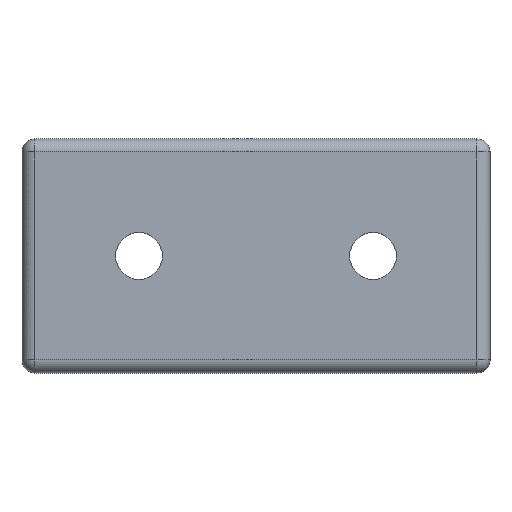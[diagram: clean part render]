
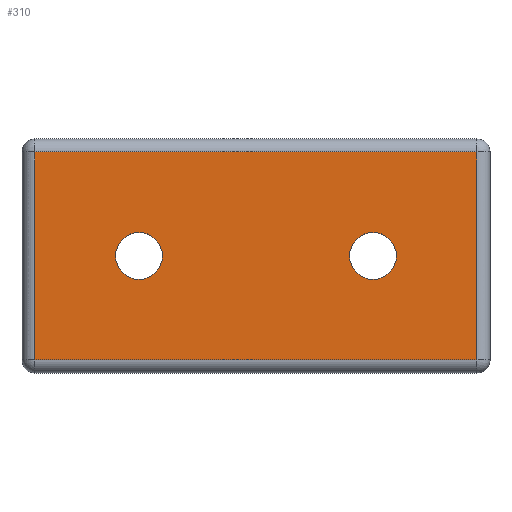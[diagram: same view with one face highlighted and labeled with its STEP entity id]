
A CAD part, top view. The second image highlights one B-rep face of the part: STEP entity #310.
In plain terms, the highlighted planar face has unit normal (0, 0, 1).
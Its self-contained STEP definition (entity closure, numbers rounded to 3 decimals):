
#16=FACE_BOUND('',#63,.T.);
#17=FACE_BOUND('',#64,.T.);
#22=PLANE('',#346);
#42=FACE_OUTER_BOUND('',#62,.T.);
#62=EDGE_LOOP('',(#248,#249,#250,#251));
#63=EDGE_LOOP('',(#252));
#64=EDGE_LOOP('',(#253));
#75=LINE('',#473,#97);
#77=LINE('',#481,#99);
#79=LINE('',#489,#101);
#81=LINE('',#498,#103);
#97=VECTOR('',#369,1.);
#99=VECTOR('',#377,1.);
#101=VECTOR('',#385,1.);
#103=VECTOR('',#397,1.);
#132=CIRCLE('',#347,4.5);
#133=CIRCLE('',#348,4.5);
#138=VERTEX_POINT('',#466);
#141=VERTEX_POINT('',#471);
#144=VERTEX_POINT('',#479);
#147=VERTEX_POINT('',#487);
#155=VERTEX_POINT('',#524);
#156=VERTEX_POINT('',#526);
#165=EDGE_CURVE('',#141,#138,#75,.T.);
#169=EDGE_CURVE('',#144,#141,#77,.T.);
#173=EDGE_CURVE('',#147,#144,#79,.T.);
#178=EDGE_CURVE('',#138,#147,#81,.T.);
#191=EDGE_CURVE('',#155,#155,#132,.T.);
#192=EDGE_CURVE('',#156,#156,#133,.T.);
#248=ORIENTED_EDGE('',*,*,#165,.F.);
#249=ORIENTED_EDGE('',*,*,#169,.F.);
#250=ORIENTED_EDGE('',*,*,#173,.F.);
#251=ORIENTED_EDGE('',*,*,#178,.F.);
#252=ORIENTED_EDGE('',*,*,#191,.T.);
#253=ORIENTED_EDGE('',*,*,#192,.T.);
#310=ADVANCED_FACE('',(#42,#16,#17),#22,.T.);
#346=AXIS2_PLACEMENT_3D('',#523,#429,#430);
#347=AXIS2_PLACEMENT_3D('',#525,#431,#432);
#348=AXIS2_PLACEMENT_3D('',#527,#433,#434);
#369=DIRECTION('',(0.,-1.,0.));
#377=DIRECTION('',(1.,0.,0.));
#385=DIRECTION('',(0.,1.,0.));
#397=DIRECTION('',(-1.,0.,0.));
#429=DIRECTION('center_axis',(0.,0.,1.));
#430=DIRECTION('ref_axis',(1.,0.,0.));
#431=DIRECTION('center_axis',(0.,0.,-1.));
#432=DIRECTION('ref_axis',(-1.,0.,0.));
#433=DIRECTION('center_axis',(0.,0.,-1.));
#434=DIRECTION('ref_axis',(-1.,0.,0.));
#466=CARTESIAN_POINT('',(20.,-20.,6.));
#471=CARTESIAN_POINT('',(20.,20.,6.));
#473=CARTESIAN_POINT('',(20.,-10.,6.));
#479=CARTESIAN_POINT('',(-65.,20.,6.));
#481=CARTESIAN_POINT('',(-1.25,20.,6.));
#487=CARTESIAN_POINT('',(-65.,-20.,6.));
#489=CARTESIAN_POINT('',(-65.,10.,6.));
#498=CARTESIAN_POINT('',(-43.75,-20.,6.));
#523=CARTESIAN_POINT('Origin',(-22.5,0.,6.));
#524=CARTESIAN_POINT('',(-40.5,0.,6.));
#525=CARTESIAN_POINT('Origin',(-45.,0.,6.));
#526=CARTESIAN_POINT('',(4.5,0.,6.));
#527=CARTESIAN_POINT('Origin',(0.,0.,6.));
